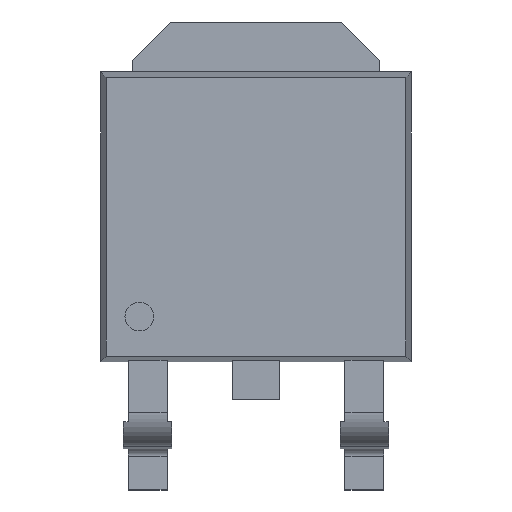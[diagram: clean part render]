
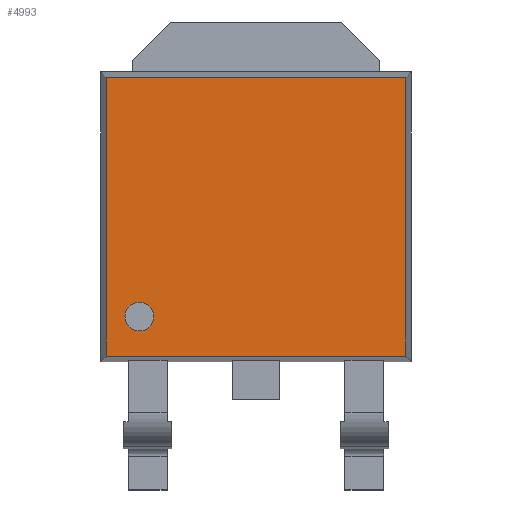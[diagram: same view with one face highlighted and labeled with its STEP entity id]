
A CAD part, top view. The second image highlights one B-rep face of the part: STEP entity #4993.
In plain terms, the highlighted planar face has unit normal (0, 0, 1).
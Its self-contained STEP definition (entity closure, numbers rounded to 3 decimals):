
#86 = EDGE_CURVE ( 'NONE', #769, #4772, #5810, .T. ) ;
#253 = AXIS2_PLACEMENT_3D ( 'NONE', #7100, #1069, #4358 ) ;
#483 = CARTESIAN_POINT ( 'NONE',  ( -3.154, -2.109, 1.1 ) ) ;
#577 = CARTESIAN_POINT ( 'NONE',  ( 3.154, 3.759, 1.1 ) ) ;
#623 = CARTESIAN_POINT ( 'NONE',  ( -2.758, -1.279, 1.1 ) ) ;
#649 = VECTOR ( 'NONE', #5360, 1000. ) ;
#681 = VERTEX_POINT ( 'NONE', #6729 ) ;
#728 = CARTESIAN_POINT ( 'NONE',  ( 0., 0.825, 1.1 ) ) ;
#769 = VERTEX_POINT ( 'NONE', #4749 ) ;
#909 = VECTOR ( 'NONE', #3362, 1000. ) ;
#930 = EDGE_LOOP ( 'NONE', ( #6321, #5839, #7003, #3658 ) ) ;
#988 = LINE ( 'NONE', #6583, #909 ) ;
#1059 = CARTESIAN_POINT ( 'NONE',  ( -2.456, -1.279, 1.1 ) ) ;
#1069 = DIRECTION ( 'NONE',  ( 0., 0., 1. ) ) ;
#1247 = FACE_BOUND ( 'NONE', #4864, .T. ) ;
#1387 = VERTEX_POINT ( 'NONE', #623 ) ;
#1404 = EDGE_CURVE ( 'NONE', #681, #1387, #3487, .T. ) ;
#1950 = CARTESIAN_POINT ( 'NONE',  ( 3.154, -2.109, 1.1 ) ) ;
#1983 = CARTESIAN_POINT ( 'NONE',  ( -3.27, -2.109, 1.1 ) ) ;
#2238 = VERTEX_POINT ( 'NONE', #577 ) ;
#2705 = VERTEX_POINT ( 'NONE', #1950 ) ;
#2845 = VECTOR ( 'NONE', #3551, 1000. ) ;
#2885 = PLANE ( 'NONE',  #6803 ) ;
#2982 = CARTESIAN_POINT ( 'NONE',  ( 3.154, 3.875, 1.1 ) ) ;
#3141 = EDGE_CURVE ( 'NONE', #2705, #2238, #6355, .T. ) ;
#3194 = FACE_OUTER_BOUND ( 'NONE', #930, .T. ) ;
#3362 = DIRECTION ( 'NONE',  ( -1., 0., 0. ) ) ;
#3487 = CIRCLE ( 'NONE', #253, 0.302 ) ;
#3493 = DIRECTION ( 'NONE',  ( 0., 0., 1. ) ) ;
#3551 = DIRECTION ( 'NONE',  ( 0., 1., 0. ) ) ;
#3658 = ORIENTED_EDGE ( 'NONE', *, *, #6679, .T. ) ;
#3813 = VECTOR ( 'NONE', #5018, 1000. ) ;
#4092 = EDGE_CURVE ( 'NONE', #1387, #681, #6974, .T. ) ;
#4304 = DIRECTION ( 'NONE',  ( 0., 0., 1. ) ) ;
#4358 = DIRECTION ( 'NONE',  ( 1., 0., 0. ) ) ;
#4609 = EDGE_CURVE ( 'NONE', #2238, #769, #988, .T. ) ;
#4749 = CARTESIAN_POINT ( 'NONE',  ( -3.154, 3.759, 1.1 ) ) ;
#4772 = VERTEX_POINT ( 'NONE', #483 ) ;
#4782 = AXIS2_PLACEMENT_3D ( 'NONE', #1059, #4304, #7000 ) ;
#4864 = EDGE_LOOP ( 'NONE', ( #5482, #6825 ) ) ;
#4993 = ADVANCED_FACE ( 'NONE', ( #1247, #3194 ), #2885, .T. ) ;
#5018 = DIRECTION ( 'NONE',  ( 0., -1., 0. ) ) ;
#5099 = DIRECTION ( 'NONE',  ( 1., 0., 0. ) ) ;
#5360 = DIRECTION ( 'NONE',  ( 1., 0., 0. ) ) ;
#5362 = LINE ( 'NONE', #1983, #649 ) ;
#5482 = ORIENTED_EDGE ( 'NONE', *, *, #1404, .F. ) ;
#5810 = LINE ( 'NONE', #7097, #3813 ) ;
#5839 = ORIENTED_EDGE ( 'NONE', *, *, #4609, .T. ) ;
#6321 = ORIENTED_EDGE ( 'NONE', *, *, #3141, .T. ) ;
#6355 = LINE ( 'NONE', #2982, #2845 ) ;
#6583 = CARTESIAN_POINT ( 'NONE',  ( -3.27, 3.759, 1.1 ) ) ;
#6679 = EDGE_CURVE ( 'NONE', #4772, #2705, #5362, .T. ) ;
#6729 = CARTESIAN_POINT ( 'NONE',  ( -2.153, -1.279, 1.1 ) ) ;
#6803 = AXIS2_PLACEMENT_3D ( 'NONE', #728, #3493, #5099 ) ;
#6825 = ORIENTED_EDGE ( 'NONE', *, *, #4092, .F. ) ;
#6974 = CIRCLE ( 'NONE', #4782, 0.302 ) ;
#7000 = DIRECTION ( 'NONE',  ( 1., 0., 0. ) ) ;
#7003 = ORIENTED_EDGE ( 'NONE', *, *, #86, .T. ) ;
#7097 = CARTESIAN_POINT ( 'NONE',  ( -3.154, 3.875, 1.1 ) ) ;
#7100 = CARTESIAN_POINT ( 'NONE',  ( -2.456, -1.279, 1.1 ) ) ;
